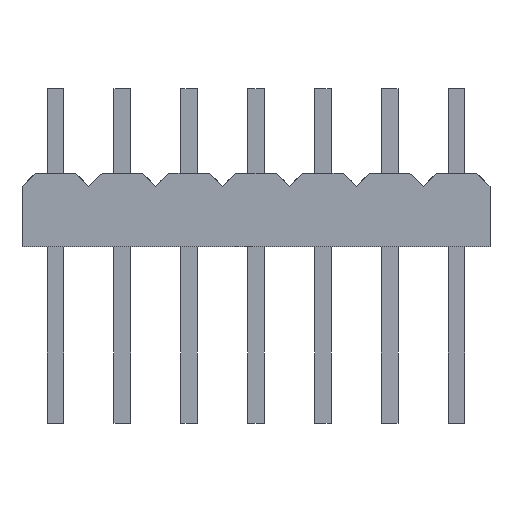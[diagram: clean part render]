
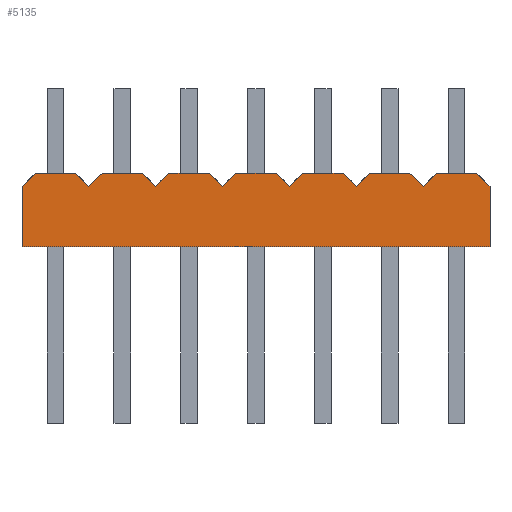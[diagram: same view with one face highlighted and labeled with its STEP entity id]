
A CAD part, front view. The second image highlights one B-rep face of the part: STEP entity #5135.
In plain terms, the highlighted planar face has unit normal (0, -1, 0).
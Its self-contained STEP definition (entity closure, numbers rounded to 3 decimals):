
#76=DIRECTION('',(0.,0.,-1.));
#77=VECTOR('',#76,2.3);
#78=CARTESIAN_POINT('',(-8.89,-2.5,-0.5));
#79=LINE('',#78,#77);
#932=DIRECTION('',(1.,0.,0.));
#933=VECTOR('',#932,17.78);
#934=CARTESIAN_POINT('',(-8.89,-2.5,-2.8));
#935=LINE('',#934,#933);
#1624=DIRECTION('',(-0.707,0.,-0.707));
#1625=VECTOR('',#1624,0.707);
#1626=CARTESIAN_POINT('',(6.85,-2.5,0.));
#1627=LINE('',#1626,#1625);
#1628=DIRECTION('',(1.,0.,0.));
#1629=VECTOR('',#1628,1.54);
#1630=CARTESIAN_POINT('',(6.85,-2.5,0.));
#1631=LINE('',#1630,#1629);
#1632=DIRECTION('',(-0.707,0.,0.707));
#1633=VECTOR('',#1632,0.707);
#1634=CARTESIAN_POINT('',(8.89,-2.5,-0.5));
#1635=LINE('',#1634,#1633);
#1636=DIRECTION('',(-0.707,0.,-0.707));
#1637=VECTOR('',#1636,0.707);
#1638=CARTESIAN_POINT('',(-8.39,-2.5,0.));
#1639=LINE('',#1638,#1637);
#1640=DIRECTION('',(1.,0.,0.));
#1641=VECTOR('',#1640,1.54);
#1642=CARTESIAN_POINT('',(-8.39,-2.5,0.));
#1643=LINE('',#1642,#1641);
#1644=DIRECTION('',(-0.707,0.,0.707));
#1645=VECTOR('',#1644,0.707);
#1646=CARTESIAN_POINT('',(-6.35,-2.5,-0.5));
#1647=LINE('',#1646,#1645);
#1648=DIRECTION('',(-0.707,0.,-0.707));
#1649=VECTOR('',#1648,0.707);
#1650=CARTESIAN_POINT('',(-5.85,-2.5,0.));
#1651=LINE('',#1650,#1649);
#1652=DIRECTION('',(1.,0.,0.));
#1653=VECTOR('',#1652,1.54);
#1654=CARTESIAN_POINT('',(-5.85,-2.5,0.));
#1655=LINE('',#1654,#1653);
#1656=DIRECTION('',(-0.707,0.,0.707));
#1657=VECTOR('',#1656,0.707);
#1658=CARTESIAN_POINT('',(-3.81,-2.5,-0.5));
#1659=LINE('',#1658,#1657);
#1660=DIRECTION('',(-0.707,0.,-0.707));
#1661=VECTOR('',#1660,0.707);
#1662=CARTESIAN_POINT('',(-3.31,-2.5,0.));
#1663=LINE('',#1662,#1661);
#1664=DIRECTION('',(1.,0.,0.));
#1665=VECTOR('',#1664,1.54);
#1666=CARTESIAN_POINT('',(-3.31,-2.5,0.));
#1667=LINE('',#1666,#1665);
#1668=DIRECTION('',(-0.707,0.,0.707));
#1669=VECTOR('',#1668,0.707);
#1670=CARTESIAN_POINT('',(-1.27,-2.5,-0.5));
#1671=LINE('',#1670,#1669);
#1672=DIRECTION('',(-0.707,0.,-0.707));
#1673=VECTOR('',#1672,0.707);
#1674=CARTESIAN_POINT('',(-0.77,-2.5,0.));
#1675=LINE('',#1674,#1673);
#1676=DIRECTION('',(1.,0.,0.));
#1677=VECTOR('',#1676,1.54);
#1678=CARTESIAN_POINT('',(-0.77,-2.5,0.));
#1679=LINE('',#1678,#1677);
#1680=DIRECTION('',(-0.707,0.,0.707));
#1681=VECTOR('',#1680,0.707);
#1682=CARTESIAN_POINT('',(1.27,-2.5,-0.5));
#1683=LINE('',#1682,#1681);
#1684=DIRECTION('',(-0.707,0.,-0.707));
#1685=VECTOR('',#1684,0.707);
#1686=CARTESIAN_POINT('',(1.77,-2.5,0.));
#1687=LINE('',#1686,#1685);
#1688=DIRECTION('',(1.,0.,0.));
#1689=VECTOR('',#1688,1.54);
#1690=CARTESIAN_POINT('',(1.77,-2.5,0.));
#1691=LINE('',#1690,#1689);
#1692=DIRECTION('',(-0.707,0.,0.707));
#1693=VECTOR('',#1692,0.707);
#1694=CARTESIAN_POINT('',(3.81,-2.5,-0.5));
#1695=LINE('',#1694,#1693);
#1696=DIRECTION('',(-0.707,0.,-0.707));
#1697=VECTOR('',#1696,0.707);
#1698=CARTESIAN_POINT('',(4.31,-2.5,0.));
#1699=LINE('',#1698,#1697);
#1700=DIRECTION('',(1.,0.,0.));
#1701=VECTOR('',#1700,1.54);
#1702=CARTESIAN_POINT('',(4.31,-2.5,0.));
#1703=LINE('',#1702,#1701);
#1704=DIRECTION('',(-0.707,0.,0.707));
#1705=VECTOR('',#1704,0.707);
#1706=CARTESIAN_POINT('',(6.35,-2.5,-0.5));
#1707=LINE('',#1706,#1705);
#1904=DIRECTION('',(0.,0.,-1.));
#1905=VECTOR('',#1904,2.3);
#1906=CARTESIAN_POINT('',(8.89,-2.5,-0.5));
#1907=LINE('',#1906,#1905);
#2040=CARTESIAN_POINT('',(-8.89,-2.5,-2.8));
#2042=VERTEX_POINT('',#2040);
#2044=CARTESIAN_POINT('',(8.89,-2.5,-2.8));
#2046=VERTEX_POINT('',#2044);
#2049=CARTESIAN_POINT('',(-8.89,-2.5,-0.5));
#2051=VERTEX_POINT('',#2049);
#2053=CARTESIAN_POINT('',(8.89,-2.5,-0.5));
#2055=VERTEX_POINT('',#2053);
#2076=CARTESIAN_POINT('',(-8.39,-2.5,0.));
#2077=VERTEX_POINT('',#2076);
#2078=CARTESIAN_POINT('',(8.39,-2.5,0.));
#2079=VERTEX_POINT('',#2078);
#2102=CARTESIAN_POINT('',(-5.85,-2.5,0.));
#2103=VERTEX_POINT('',#2102);
#2104=CARTESIAN_POINT('',(-6.85,-2.5,0.));
#2105=VERTEX_POINT('',#2104);
#2106=CARTESIAN_POINT('',(-6.35,-2.5,-0.5));
#2107=VERTEX_POINT('',#2106);
#2194=CARTESIAN_POINT('',(-3.31,-2.5,0.));
#2195=VERTEX_POINT('',#2194);
#2196=CARTESIAN_POINT('',(-4.31,-2.5,0.));
#2197=VERTEX_POINT('',#2196);
#2198=CARTESIAN_POINT('',(-3.81,-2.5,-0.5));
#2199=VERTEX_POINT('',#2198);
#2222=CARTESIAN_POINT('',(-0.77,-2.5,0.));
#2223=VERTEX_POINT('',#2222);
#2224=CARTESIAN_POINT('',(-1.77,-2.5,0.));
#2225=VERTEX_POINT('',#2224);
#2226=CARTESIAN_POINT('',(-1.27,-2.5,-0.5));
#2227=VERTEX_POINT('',#2226);
#2250=CARTESIAN_POINT('',(1.77,-2.5,0.));
#2251=VERTEX_POINT('',#2250);
#2252=CARTESIAN_POINT('',(0.77,-2.5,0.));
#2253=VERTEX_POINT('',#2252);
#2254=CARTESIAN_POINT('',(1.27,-2.5,-0.5));
#2255=VERTEX_POINT('',#2254);
#2278=CARTESIAN_POINT('',(4.31,-2.5,0.));
#2279=VERTEX_POINT('',#2278);
#2280=CARTESIAN_POINT('',(3.31,-2.5,0.));
#2281=VERTEX_POINT('',#2280);
#2282=CARTESIAN_POINT('',(3.81,-2.5,-0.5));
#2283=VERTEX_POINT('',#2282);
#2306=CARTESIAN_POINT('',(6.85,-2.5,0.));
#2307=VERTEX_POINT('',#2306);
#2308=CARTESIAN_POINT('',(5.85,-2.5,0.));
#2309=VERTEX_POINT('',#2308);
#2310=CARTESIAN_POINT('',(6.35,-2.5,-0.5));
#2311=VERTEX_POINT('',#2310);
#5086=CARTESIAN_POINT('',(-8.89,-2.5,0.));
#5087=DIRECTION('',(0.,-1.,0.));
#5088=DIRECTION('',(0.,0.,-1.));
#5089=AXIS2_PLACEMENT_3D('',#5086,#5087,#5088);
#5090=PLANE('',#5089);
#5091=ORIENTED_EDGE('',*,*,#2805,.F.);
#5093=ORIENTED_EDGE('',*,*,#5092,.T.);
#5095=ORIENTED_EDGE('',*,*,#5094,.F.);
#5097=ORIENTED_EDGE('',*,*,#5096,.T.);
#5098=ORIENTED_EDGE('',*,*,#3506,.F.);
#5099=ORIENTED_EDGE('',*,*,#2703,.F.);
#5100=ORIENTED_EDGE('',*,*,#2729,.F.);
#5102=ORIENTED_EDGE('',*,*,#5101,.T.);
#5103=ORIENTED_EDGE('',*,*,#2923,.F.);
#5104=ORIENTED_EDGE('',*,*,#2952,.F.);
#5106=ORIENTED_EDGE('',*,*,#5105,.T.);
#5108=ORIENTED_EDGE('',*,*,#5107,.F.);
#5110=ORIENTED_EDGE('',*,*,#5109,.F.);
#5112=ORIENTED_EDGE('',*,*,#5111,.T.);
#5114=ORIENTED_EDGE('',*,*,#5113,.F.);
#5116=ORIENTED_EDGE('',*,*,#5115,.F.);
#5118=ORIENTED_EDGE('',*,*,#5117,.T.);
#5120=ORIENTED_EDGE('',*,*,#5119,.F.);
#5122=ORIENTED_EDGE('',*,*,#5121,.F.);
#5124=ORIENTED_EDGE('',*,*,#5123,.T.);
#5126=ORIENTED_EDGE('',*,*,#5125,.F.);
#5128=ORIENTED_EDGE('',*,*,#5127,.F.);
#5130=ORIENTED_EDGE('',*,*,#5129,.T.);
#5132=ORIENTED_EDGE('',*,*,#5131,.F.);
#5133=EDGE_LOOP('',(#5091,#5093,#5095,#5097,#5098,#5099,#5100,#5102,#5103,#5104,
#5106,#5108,#5110,#5112,#5114,#5116,#5118,#5120,#5122,#5124,#5126,#5128,#5130,
#5132));
#5134=FACE_OUTER_BOUND('',#5133,.F.);
#5135=ADVANCED_FACE('',(#5134),#5090,.T.);
#2703=EDGE_CURVE('',#2051,#2042,#79,.T.);
#2729=EDGE_CURVE('',#2077,#2051,#1639,.T.);
#2805=EDGE_CURVE('',#2307,#2311,#1627,.T.);
#2923=EDGE_CURVE('',#2107,#2105,#1647,.T.);
#2952=EDGE_CURVE('',#2103,#2107,#1651,.T.);
#3506=EDGE_CURVE('',#2042,#2046,#935,.T.);
#5092=EDGE_CURVE('',#2307,#2079,#1631,.T.);
#5094=EDGE_CURVE('',#2055,#2079,#1635,.T.);
#5096=EDGE_CURVE('',#2055,#2046,#1907,.T.);
#5101=EDGE_CURVE('',#2077,#2105,#1643,.T.);
#5105=EDGE_CURVE('',#2103,#2197,#1655,.T.);
#5107=EDGE_CURVE('',#2199,#2197,#1659,.T.);
#5109=EDGE_CURVE('',#2195,#2199,#1663,.T.);
#5111=EDGE_CURVE('',#2195,#2225,#1667,.T.);
#5113=EDGE_CURVE('',#2227,#2225,#1671,.T.);
#5115=EDGE_CURVE('',#2223,#2227,#1675,.T.);
#5117=EDGE_CURVE('',#2223,#2253,#1679,.T.);
#5119=EDGE_CURVE('',#2255,#2253,#1683,.T.);
#5121=EDGE_CURVE('',#2251,#2255,#1687,.T.);
#5123=EDGE_CURVE('',#2251,#2281,#1691,.T.);
#5125=EDGE_CURVE('',#2283,#2281,#1695,.T.);
#5127=EDGE_CURVE('',#2279,#2283,#1699,.T.);
#5129=EDGE_CURVE('',#2279,#2309,#1703,.T.);
#5131=EDGE_CURVE('',#2311,#2309,#1707,.T.);
